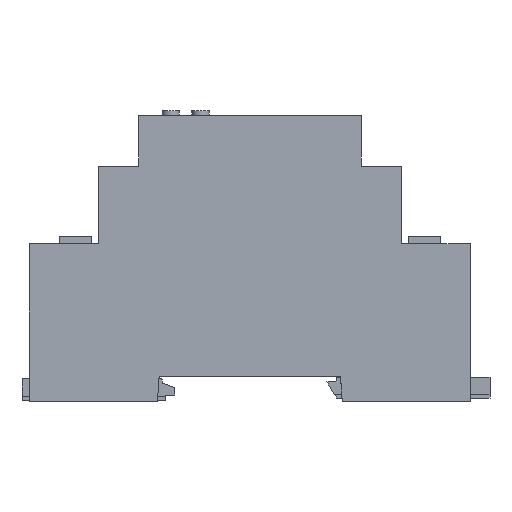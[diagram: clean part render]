
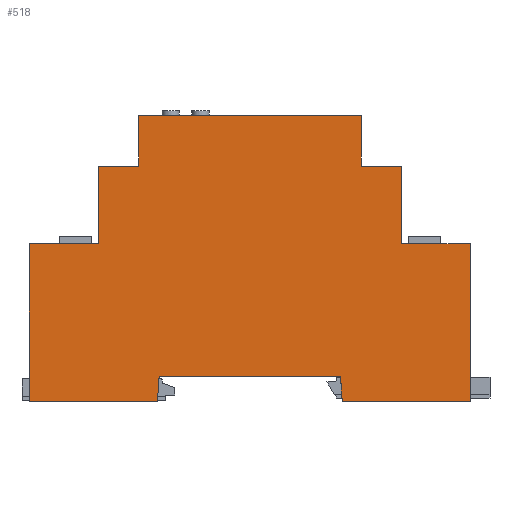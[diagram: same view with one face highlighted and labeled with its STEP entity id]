
A CAD part, left-side view. The second image highlights one B-rep face of the part: STEP entity #518.
In plain terms, the highlighted planar face has unit normal (-1, 0, 0).
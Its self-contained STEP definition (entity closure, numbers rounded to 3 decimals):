
#518=ADVANCED_FACE('',(#5145),#5147,.T.);
#5145=FACE_BOUND('',#5146,.T.);
#5146=EDGE_LOOP('',(#8830,#8831,#8832,#8833,#8834,#8835,#8836,#8837,#8838,#8839,
#8840,#8841,#8842,#8843,#8844,#8845));
#5147=PLANE('',#5148);
#5148=AXIS2_PLACEMENT_3D('',#5149,#5150,#5151);
#5149=CARTESIAN_POINT('',(-35.5,0.,0.));
#5150=DIRECTION('',(-1.,0.,0.));
#5151=DIRECTION('',(0.,0.,-1.));
#8830=ORIENTED_EDGE('',*,*,#11580,.T.);
#8831=ORIENTED_EDGE('',*,*,#11610,.T.);
#8832=ORIENTED_EDGE('',*,*,#11613,.T.);
#8833=ORIENTED_EDGE('',*,*,#11614,.T.);
#8834=ORIENTED_EDGE('',*,*,#11615,.T.);
#8835=ORIENTED_EDGE('',*,*,#11616,.T.);
#8836=ORIENTED_EDGE('',*,*,#11617,.T.);
#8837=ORIENTED_EDGE('',*,*,#11618,.T.);
#8838=ORIENTED_EDGE('',*,*,#11619,.T.);
#8839=ORIENTED_EDGE('',*,*,#11620,.T.);
#8840=ORIENTED_EDGE('',*,*,#11621,.T.);
#8841=ORIENTED_EDGE('',*,*,#11622,.T.);
#8842=ORIENTED_EDGE('',*,*,#11623,.T.);
#8843=ORIENTED_EDGE('',*,*,#11624,.T.);
#8844=ORIENTED_EDGE('',*,*,#11625,.T.);
#8845=ORIENTED_EDGE('',*,*,#11626,.T.);
#11580=EDGE_CURVE('',#13122,#13120,#13123,.T.);
#11610=EDGE_CURVE('',#13120,#13168,#13170,.T.);
#11613=EDGE_CURVE('',#13168,#13174,#13175,.T.);
#11614=EDGE_CURVE('',#13174,#13176,#13177,.T.);
#11615=EDGE_CURVE('',#13176,#13178,#13179,.T.);
#11616=EDGE_CURVE('',#13178,#13180,#13181,.T.);
#11617=EDGE_CURVE('',#13180,#13182,#13183,.T.);
#11618=EDGE_CURVE('',#13182,#13184,#13185,.T.);
#11619=EDGE_CURVE('',#13184,#13186,#13187,.T.);
#11620=EDGE_CURVE('',#13186,#13188,#13189,.T.);
#11621=EDGE_CURVE('',#13188,#13190,#13191,.T.);
#11622=EDGE_CURVE('',#13190,#13192,#13193,.T.);
#11623=EDGE_CURVE('',#13192,#13194,#13195,.T.);
#11624=EDGE_CURVE('',#13194,#13196,#13197,.T.);
#11625=EDGE_CURVE('',#13196,#13198,#13199,.T.);
#11626=EDGE_CURVE('',#13198,#13122,#13200,.T.);
#13120=VERTEX_POINT('',#15787);
#13122=VERTEX_POINT('',#15791);
#13123=LINE('',#15792,#15793);
#13168=VERTEX_POINT('',#15896);
#13170=LINE('',#15900,#15901);
#13174=VERTEX_POINT('',#15910);
#13175=LINE('',#15911,#15912);
#13176=VERTEX_POINT('',#15914);
#13177=LINE('',#15915,#15916);
#13178=VERTEX_POINT('',#15918);
#13179=LINE('',#15919,#15920);
#13180=VERTEX_POINT('',#15922);
#13181=LINE('',#15923,#15924);
#13182=VERTEX_POINT('',#15926);
#13183=LINE('',#15927,#15928);
#13184=VERTEX_POINT('',#15930);
#13185=LINE('',#15931,#15932);
#13186=VERTEX_POINT('',#15934);
#13187=LINE('',#15935,#15936);
#13188=VERTEX_POINT('',#15938);
#13189=LINE('',#15939,#15940);
#13190=VERTEX_POINT('',#15942);
#13191=LINE('',#15943,#15944);
#13192=VERTEX_POINT('',#15946);
#13193=LINE('',#15947,#15948);
#13194=VERTEX_POINT('',#15950);
#13195=LINE('',#15951,#15952);
#13196=VERTEX_POINT('',#15954);
#13197=LINE('',#15955,#15956);
#13198=VERTEX_POINT('',#15958);
#13199=LINE('',#15959,#15960);
#13200=LINE('',#15962,#15963);
#15787=CARTESIAN_POINT('',(-35.5,44.6,-4.987));
#15791=CARTESIAN_POINT('',(-35.5,44.6,26.878));
#15792=CARTESIAN_POINT('',(-35.5,44.6,26.878));
#15793=VECTOR('',#15794,1.);
#15794=DIRECTION('',(0.,0.,-1.));
#15896=CARTESIAN_POINT('',(-35.5,18.7,-4.987));
#15900=CARTESIAN_POINT('',(-35.5,44.6,-4.987));
#15901=VECTOR('',#15902,1.);
#15902=DIRECTION('',(0.,-1.,0.));
#15910=CARTESIAN_POINT('',(-35.5,18.351,0.));
#15911=CARTESIAN_POINT('',(-35.5,18.7,-4.987));
#15912=VECTOR('',#15913,1.);
#15913=DIRECTION('',(0.,-0.07,0.998));
#15914=CARTESIAN_POINT('',(-35.5,-18.351,0.));
#15915=CARTESIAN_POINT('',(-35.5,18.351,0.));
#15916=VECTOR('',#15917,1.);
#15917=DIRECTION('',(0.,-1.,0.));
#15918=CARTESIAN_POINT('',(-35.5,-18.7,-4.987));
#15919=CARTESIAN_POINT('',(-35.5,-18.351,0.));
#15920=VECTOR('',#15921,1.);
#15921=DIRECTION('',(0.,-0.07,-0.998));
#15922=CARTESIAN_POINT('',(-35.5,-44.6,-4.987));
#15923=CARTESIAN_POINT('',(-35.5,-18.7,-4.987));
#15924=VECTOR('',#15925,1.);
#15925=DIRECTION('',(0.,-1.,0.));
#15926=CARTESIAN_POINT('',(-35.5,-44.6,26.878));
#15927=CARTESIAN_POINT('',(-35.5,-44.6,-4.987));
#15928=VECTOR('',#15929,1.);
#15929=DIRECTION('',(0.,0.,1.));
#15930=CARTESIAN_POINT('',(-35.5,-30.7,26.878));
#15931=CARTESIAN_POINT('',(-35.5,-44.6,26.878));
#15932=VECTOR('',#15933,1.);
#15933=DIRECTION('',(0.,1.,0.));
#15934=CARTESIAN_POINT('',(-35.5,-30.7,42.606));
#15935=CARTESIAN_POINT('',(-35.5,-30.7,26.878));
#15936=VECTOR('',#15937,1.);
#15937=DIRECTION('',(0.,0.,1.));
#15938=CARTESIAN_POINT('',(-35.5,-22.5,42.606));
#15939=CARTESIAN_POINT('',(-35.5,-30.7,42.606));
#15940=VECTOR('',#15941,1.);
#15941=DIRECTION('',(0.,1.,0.));
#15942=CARTESIAN_POINT('',(-35.5,-22.5,52.804));
#15943=CARTESIAN_POINT('',(-35.5,-22.5,42.606));
#15944=VECTOR('',#15945,1.);
#15945=DIRECTION('',(0.,0.,1.));
#15946=CARTESIAN_POINT('',(-35.5,22.5,52.804));
#15947=CARTESIAN_POINT('',(-35.5,-22.5,52.804));
#15948=VECTOR('',#15949,1.);
#15949=DIRECTION('',(0.,1.,0.));
#15950=CARTESIAN_POINT('',(-35.5,22.5,42.606));
#15951=CARTESIAN_POINT('',(-35.5,22.5,52.804));
#15952=VECTOR('',#15953,1.);
#15953=DIRECTION('',(0.,0.,-1.));
#15954=CARTESIAN_POINT('',(-35.5,30.7,42.606));
#15955=CARTESIAN_POINT('',(-35.5,22.5,42.606));
#15956=VECTOR('',#15957,1.);
#15957=DIRECTION('',(0.,1.,0.));
#15958=CARTESIAN_POINT('',(-35.5,30.7,26.878));
#15959=CARTESIAN_POINT('',(-35.5,30.7,42.606));
#15960=VECTOR('',#15961,1.);
#15961=DIRECTION('',(0.,0.,-1.));
#15962=CARTESIAN_POINT('',(-35.5,30.7,26.878));
#15963=VECTOR('',#15964,1.);
#15964=DIRECTION('',(0.,1.,0.));
